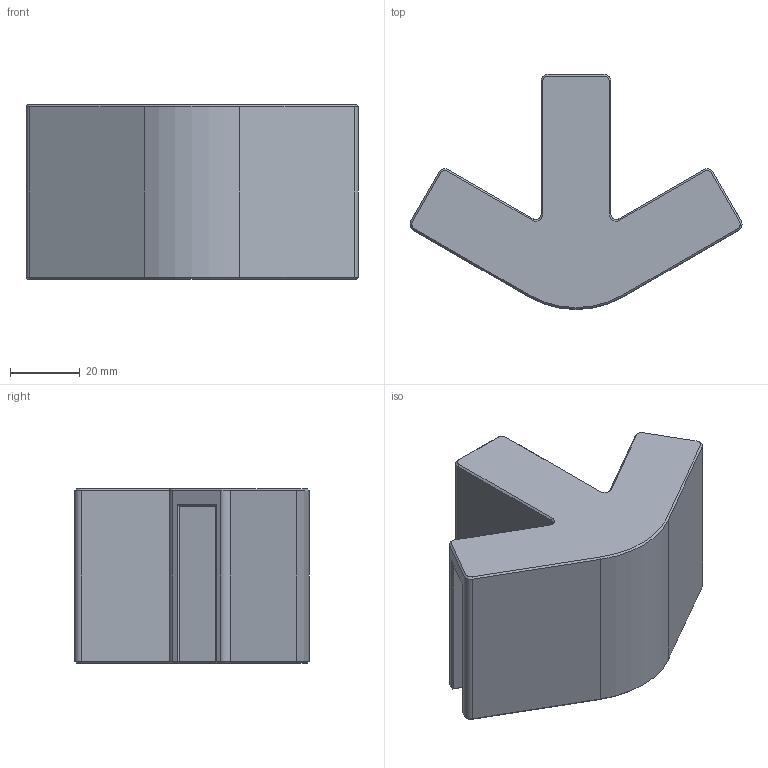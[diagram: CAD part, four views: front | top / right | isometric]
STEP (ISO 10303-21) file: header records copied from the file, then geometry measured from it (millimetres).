
FILE_DESCRIPTION(/* description */ (''),/* implementation_level */ '2;1');
FILE_NAME(/* name */ '6.stp',/* time_stamp */ '2021-06-04T15:37:48+02:00',/* author */ ('jgraber'),/* organization */ (''),/* preprocessor_version */ 'ST-DEVELOPER v17.2',/* originating_system */ 'Autodesk Inventor 2019',/* authorisation */ '');
FILE_SCHEMA (('AUTOMOTIVE_DESIGN { 1 0 10303 214 3 1 1 }'));
Length unit declared in the file: millimetre
Products named in the file (1): 6
Bounding box: 95.14 x 67.32 x 50 mm (x, y, z)
Volume: 79601.2 mm3; surface area: 31694.4 mm2
Topology: 1 solids, 1 shells, 95 faces, 213 edges, 120 vertices
Faces by surface type: plane 68, cone 18, cylinder 9
Entity records: 2576 total; most frequent: DIRECTION 441, CARTESIAN_POINT 429, ORIENTED_EDGE 426, EDGE_CURVE 213, LINE 177, VECTOR 177, AXIS2_PLACEMENT_3D 132, VERTEX_POINT 120
